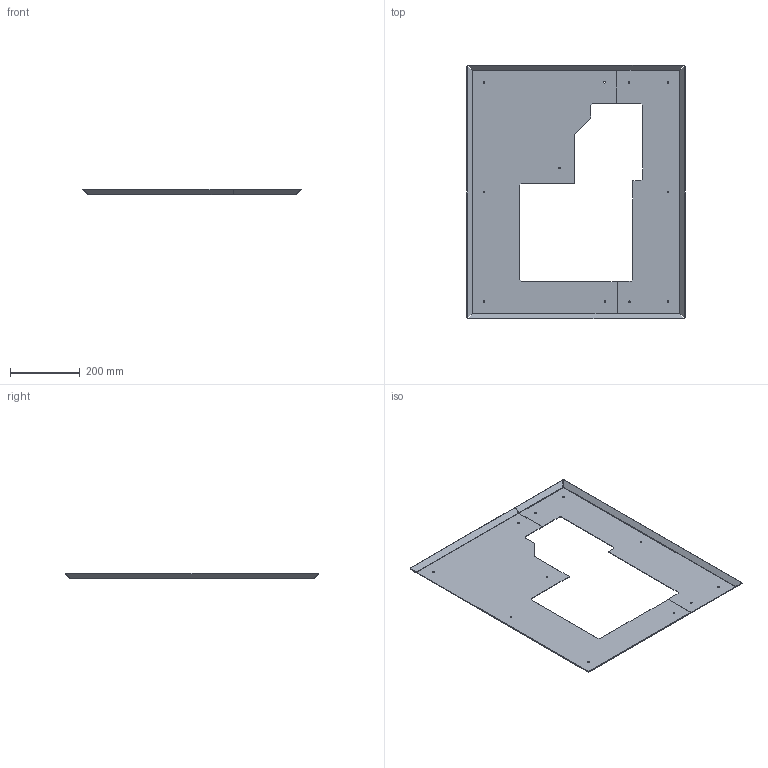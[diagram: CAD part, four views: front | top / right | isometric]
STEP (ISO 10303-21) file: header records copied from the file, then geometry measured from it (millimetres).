
FILE_DESCRIPTION(/* description */ ('STEP AP242','CAx-IF Rec.Pracs.---Representation and Presentation of Product Manufacturing Information (PMI)---4.0---2014-10-13','CAx-IF Rec.Pracs.---3D Tessellated Geometry---0.4---2014-09-14','2;1'),/* implementation_level */ '2;1');
FILE_NAME(/* name */ '64d4b15c2670e2550ed04c98',/* time_stamp */ '2023-08-10T09:43:57Z',/* author */ (''),/* organization */ (''),/* preprocessor_version */ 'ST-DEVELOPER v19.4',/* originating_system */ ' ',/* authorisation */ ' ');
FILE_SCHEMA (('AP242_MANAGED_MODEL_BASED_3D_ENGINEERING_MIM_LF { 1 0 10303 442 1 1 4 }'));
Length unit declared in the file: metre
Products named in the file (3): Chip Tray:1; Chip Tray:1 (1)
Assembly tree (2 placements, depth 2):
  Chip Tray:1
    Chip Tray:1 (1)
    Chip Tray:1
Bounding box: 626.28 x 728.28 x 15.2 mm (x, y, z)
Volume: 504849.8 mm3; surface area: 680912.4 mm2
Topology: 2 solids, 2 shells, 99 faces, 269 edges, 174 vertices
Faces by surface type: plane 63, cylinder 36
Full cylindrical faces by diameter (mm): 5 x11
Entity records: 3179 total; most frequent: CARTESIAN_POINT 582, DIRECTION 518, ORIENTED_EDGE 516, EDGE_CURVE 258, VERTEX_POINT 174, AXIS2_PLACEMENT_3D 174, LINE 170, VECTOR 170
